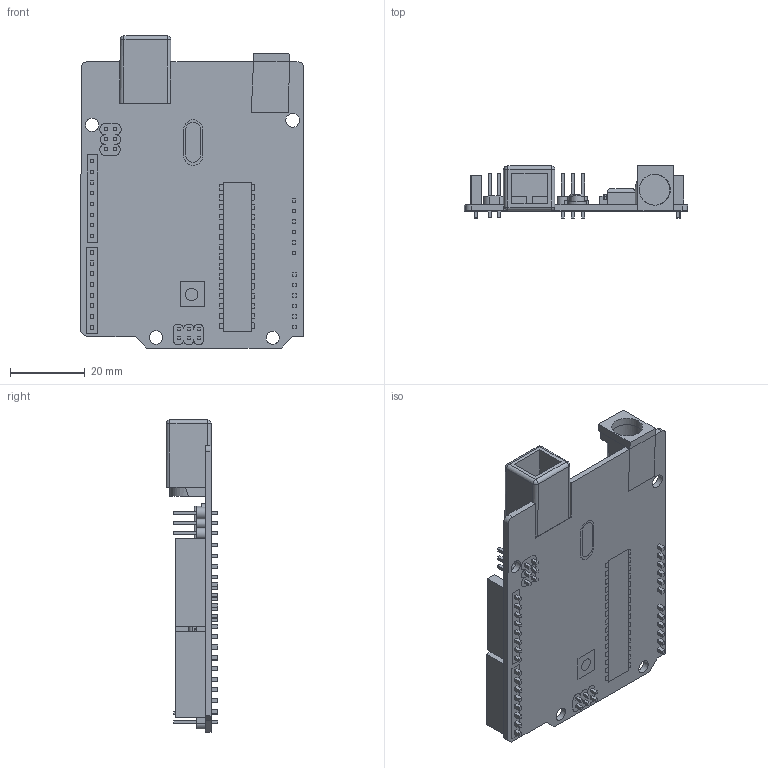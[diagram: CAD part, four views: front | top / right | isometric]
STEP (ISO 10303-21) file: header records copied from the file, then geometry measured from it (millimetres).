
FILE_DESCRIPTION(/* description */ (''),/* implementation_level */ '2;1');
FILE_NAME(/* name */ 'ARDUINO v5.step',/* time_stamp */ '2024-01-29T00:43:48+05:30',/* author */ (''),/* organization */ (''),/* preprocessor_version */ 'ST-DEVELOPER v20',/* originating_system */ 'Autodesk Translation Framework v12.14.0.127',/* authorisation */ '');
FILE_SCHEMA (('AUTOMOTIVE_DESIGN { 1 0 10303 214 3 1 1 }'));
Length unit declared in the file: millimetre
Products named in the file (1): ARDUINO
Bounding box: 59.67 x 13.8 x 83.42 mm (x, y, z)
Volume: 13690.3 mm3; surface area: 18914.9 mm2
Topology: 101 solids, 101 shells, 1592 faces, 4020 edges, 2571 vertices
Faces by surface type: plane 1195, cylinder 330, bspline 60, sphere 4, torus 3
Full cylindrical faces by diameter (mm): 3.342 x2, 3.514 x1, 3.536 x1, 3.604 x1, 3.695 x1, 8.248 x2
Entity records: 48185 total; most frequent: CARTESIAN_POINT 9564, ORIENTED_EDGE 7920, DIRECTION 7688, EDGE_CURVE 3960, LINE 3298, VECTOR 3298, VERTEX_POINT 2571, AXIS2_PLACEMENT_3D 2195
